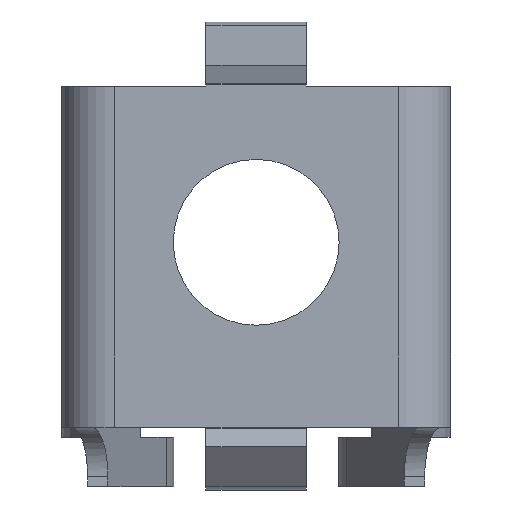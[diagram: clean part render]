
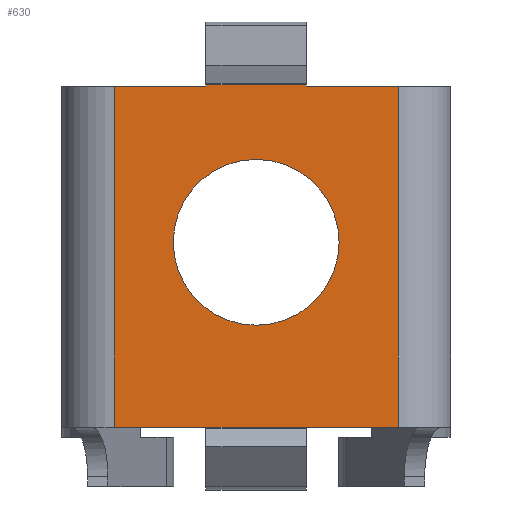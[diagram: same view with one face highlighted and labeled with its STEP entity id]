
A CAD part, front view. The second image highlights one B-rep face of the part: STEP entity #630.
In plain terms, the highlighted planar face has unit normal (0, -1, 0).
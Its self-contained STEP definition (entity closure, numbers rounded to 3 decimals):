
#13 = DIRECTION ( 'NONE',  ( -1., 0., 0. ) ) ;
#16 = DIRECTION ( 'NONE',  ( -1., 0., 0. ) ) ;
#29 = CARTESIAN_POINT ( 'NONE',  ( -1.015, -0.39, 8.113 ) ) ;
#40 = ORIENTED_EDGE ( 'NONE', *, *, #867, .T. ) ;
#62 = ORIENTED_EDGE ( 'NONE', *, *, #1094, .F. ) ;
#74 = CARTESIAN_POINT ( 'NONE',  ( 1.015, -0.39, 8.113 ) ) ;
#82 = LINE ( 'NONE', #2124, #500 ) ;
#102 = CARTESIAN_POINT ( 'NONE',  ( -1.675, -0.39, 4.933 ) ) ;
#105 = ORIENTED_EDGE ( 'NONE', *, *, #1393, .T. ) ;
#151 = EDGE_CURVE ( 'NONE', #813, #2241, #510, .T. ) ;
#193 = VECTOR ( 'NONE', #1468, 1000. ) ;
#196 = DIRECTION ( 'NONE',  ( 0., -1., 0. ) ) ;
#238 = CARTESIAN_POINT ( 'NONE',  ( 2.868, -0.39, 1.2 ) ) ;
#248 = VECTOR ( 'NONE', #426, 1000. ) ;
#342 = CARTESIAN_POINT ( 'NONE',  ( -1.015, -0.39, 1.2 ) ) ;
#348 = CARTESIAN_POINT ( 'NONE',  ( 1.015, -0.39, 8.08 ) ) ;
#354 = CARTESIAN_POINT ( 'NONE',  ( -2.868, -0.39, 8.08 ) ) ;
#362 = LINE ( 'NONE', #354, #1405 ) ;
#376 = ORIENTED_EDGE ( 'NONE', *, *, #1707, .F. ) ;
#384 = CARTESIAN_POINT ( 'NONE',  ( 0., -0.39, 4.933 ) ) ;
#426 = DIRECTION ( 'NONE',  ( -1., 0., 0. ) ) ;
#442 = EDGE_CURVE ( 'NONE', #2241, #813, #1349, .T. ) ;
#449 = LINE ( 'NONE', #639, #990 ) ;
#473 = ORIENTED_EDGE ( 'NONE', *, *, #1858, .F. ) ;
#500 = VECTOR ( 'NONE', #1422, 1000. ) ;
#504 = LINE ( 'NONE', #2144, #193 ) ;
#510 = CIRCLE ( 'NONE', #2109, 1.675 ) ;
#513 = DIRECTION ( 'NONE',  ( 1., 0., 0. ) ) ;
#540 = CARTESIAN_POINT ( 'NONE',  ( -2.868, -0.39, 1.2 ) ) ;
#555 = PLANE ( 'NONE',  #1697 ) ;
#601 = CARTESIAN_POINT ( 'NONE',  ( 1.675, -0.39, 4.933 ) ) ;
#630 = ADVANCED_FACE ( 'NONE', ( #996, #1914 ), #555, .F. ) ;
#637 = DIRECTION ( 'NONE',  ( 0., -1., 0. ) ) ;
#638 = DIRECTION ( 'NONE',  ( 0., 0., -1. ) ) ;
#639 = CARTESIAN_POINT ( 'NONE',  ( -1.015, -0.39, 8.08 ) ) ;
#643 = LINE ( 'NONE', #1887, #1072 ) ;
#658 = CARTESIAN_POINT ( 'NONE',  ( -2.868, -0.39, 8.08 ) ) ;
#678 = ORIENTED_EDGE ( 'NONE', *, *, #442, .F. ) ;
#711 = VERTEX_POINT ( 'NONE', #342 ) ;
#729 = LINE ( 'NONE', #790, #248 ) ;
#765 = ORIENTED_EDGE ( 'NONE', *, *, #1995, .F. ) ;
#785 = LINE ( 'NONE', #788, #2177 ) ;
#788 = CARTESIAN_POINT ( 'NONE',  ( -2.868, -0.39, 8.08 ) ) ;
#790 = CARTESIAN_POINT ( 'NONE',  ( 1.015, -0.39, 8.113 ) ) ;
#813 = VERTEX_POINT ( 'NONE', #102 ) ;
#867 = EDGE_CURVE ( 'NONE', #1410, #1778, #1233, .T. ) ;
#877 = CARTESIAN_POINT ( 'NONE',  ( 0., -0.39, 4.933 ) ) ;
#890 = CARTESIAN_POINT ( 'NONE',  ( 1.015, -0.39, 1.2 ) ) ;
#970 = VERTEX_POINT ( 'NONE', #890 ) ;
#973 = EDGE_CURVE ( 'NONE', #1384, #711, #504, .T. ) ;
#990 = VECTOR ( 'NONE', #2277, 1000. ) ;
#995 = DIRECTION ( 'NONE',  ( 0., 0., 1. ) ) ;
#996 = FACE_BOUND ( 'NONE', #2308, .T. ) ;
#1072 = VECTOR ( 'NONE', #1184, 1000. ) ;
#1094 = EDGE_CURVE ( 'NONE', #1410, #1380, #82, .T. ) ;
#1150 = VERTEX_POINT ( 'NONE', #2296 ) ;
#1180 = EDGE_CURVE ( 'NONE', #1150, #1843, #449, .T. ) ;
#1183 = CARTESIAN_POINT ( 'NONE',  ( 1.015, -0.39, 8.08 ) ) ;
#1184 = DIRECTION ( 'NONE',  ( -1., 0., 0. ) ) ;
#1233 = LINE ( 'NONE', #1183, #1706 ) ;
#1295 = CARTESIAN_POINT ( 'NONE',  ( 2.868, -0.39, 8.08 ) ) ;
#1296 = DIRECTION ( 'NONE',  ( 0., 1., 0. ) ) ;
#1299 = DIRECTION ( 'NONE',  ( -1., 0., 0. ) ) ;
#1304 = CARTESIAN_POINT ( 'NONE',  ( 2.868, -0.39, 8.08 ) ) ;
#1349 = CIRCLE ( 'NONE', #2187, 1.675 ) ;
#1380 = VERTEX_POINT ( 'NONE', #1821 ) ;
#1384 = VERTEX_POINT ( 'NONE', #540 ) ;
#1393 = EDGE_CURVE ( 'NONE', #2165, #1384, #362, .T. ) ;
#1405 = VECTOR ( 'NONE', #1455, 1000. ) ;
#1410 = VERTEX_POINT ( 'NONE', #348 ) ;
#1422 = DIRECTION ( 'NONE',  ( 1., 0., 0. ) ) ;
#1427 = VECTOR ( 'NONE', #638, 1000. ) ;
#1443 = EDGE_CURVE ( 'NONE', #1778, #1843, #729, .T. ) ;
#1455 = DIRECTION ( 'NONE',  ( 0., 0., -1. ) ) ;
#1468 = DIRECTION ( 'NONE',  ( 1., 0., 0. ) ) ;
#1481 = ORIENTED_EDGE ( 'NONE', *, *, #1443, .T. ) ;
#1501 = ORIENTED_EDGE ( 'NONE', *, *, #1180, .F. ) ;
#1568 = ORIENTED_EDGE ( 'NONE', *, *, #973, .T. ) ;
#1590 = DIRECTION ( 'NONE',  ( 1., 0., 0. ) ) ;
#1697 = AXIS2_PLACEMENT_3D ( 'NONE', #1304, #1296, #16 ) ;
#1706 = VECTOR ( 'NONE', #995, 1000. ) ;
#1707 = EDGE_CURVE ( 'NONE', #970, #711, #643, .T. ) ;
#1721 = CARTESIAN_POINT ( 'NONE',  ( -3.935, -0.39, 1.2 ) ) ;
#1763 = EDGE_LOOP ( 'NONE', ( #376, #1908, #765, #62, #40, #1481, #1501, #473, #105, #1568 ) ) ;
#1778 = VERTEX_POINT ( 'NONE', #74 ) ;
#1796 = EDGE_CURVE ( 'NONE', #970, #2173, #2302, .T. ) ;
#1821 = CARTESIAN_POINT ( 'NONE',  ( 2.868, -0.39, 8.08 ) ) ;
#1843 = VERTEX_POINT ( 'NONE', #29 ) ;
#1858 = EDGE_CURVE ( 'NONE', #2165, #1150, #785, .T. ) ;
#1887 = CARTESIAN_POINT ( 'NONE',  ( 1.015, -0.39, 1.2 ) ) ;
#1898 = LINE ( 'NONE', #1295, #1427 ) ;
#1908 = ORIENTED_EDGE ( 'NONE', *, *, #1796, .T. ) ;
#1914 = FACE_OUTER_BOUND ( 'NONE', #1763, .T. ) ;
#1928 = VECTOR ( 'NONE', #1590, 1000. ) ;
#1995 = EDGE_CURVE ( 'NONE', #1380, #2173, #1898, .T. ) ;
#2109 = AXIS2_PLACEMENT_3D ( 'NONE', #877, #637, #13 ) ;
#2124 = CARTESIAN_POINT ( 'NONE',  ( -2.868, -0.39, 8.08 ) ) ;
#2125 = ORIENTED_EDGE ( 'NONE', *, *, #151, .F. ) ;
#2144 = CARTESIAN_POINT ( 'NONE',  ( -3.935, -0.39, 1.2 ) ) ;
#2165 = VERTEX_POINT ( 'NONE', #658 ) ;
#2173 = VERTEX_POINT ( 'NONE', #238 ) ;
#2177 = VECTOR ( 'NONE', #513, 1000. ) ;
#2187 = AXIS2_PLACEMENT_3D ( 'NONE', #384, #196, #1299 ) ;
#2241 = VERTEX_POINT ( 'NONE', #601 ) ;
#2277 = DIRECTION ( 'NONE',  ( 0., 0., 1. ) ) ;
#2296 = CARTESIAN_POINT ( 'NONE',  ( -1.015, -0.39, 8.08 ) ) ;
#2302 = LINE ( 'NONE', #1721, #1928 ) ;
#2308 = EDGE_LOOP ( 'NONE', ( #2125, #678 ) ) ;
